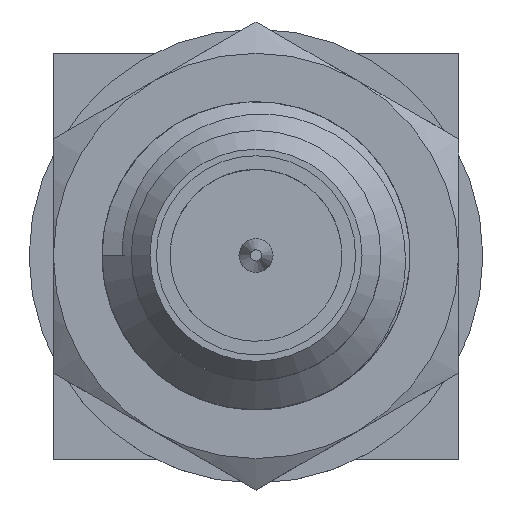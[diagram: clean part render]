
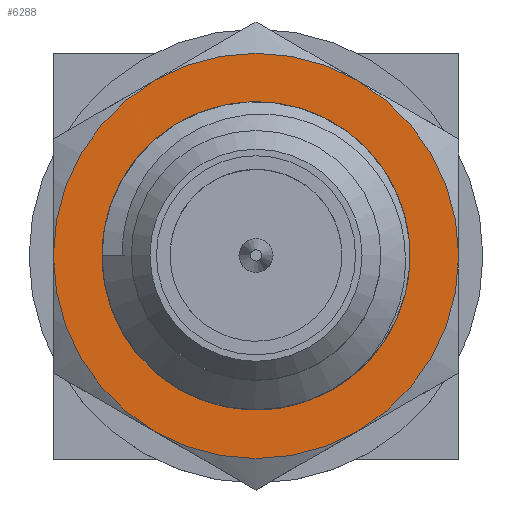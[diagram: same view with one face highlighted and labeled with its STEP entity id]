
A CAD part, top view. The second image highlights one B-rep face of the part: STEP entity #6288.
In plain terms, the highlighted planar face has unit normal (0, 0, 1).
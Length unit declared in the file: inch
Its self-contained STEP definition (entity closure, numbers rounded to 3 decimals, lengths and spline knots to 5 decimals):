
#37 = DIRECTION ( 'NONE',  ( 0., 0., -1. ) ) ;
#207 = DIRECTION ( 'NONE',  ( 0., 0., -1. ) ) ;
#426 = CARTESIAN_POINT ( 'NONE',  ( 0., 0., 0.20022 ) ) ;
#439 = DIRECTION ( 'NONE',  ( -0.866, -0.5, 0. ) ) ;
#518 = EDGE_CURVE ( 'NONE', #533, #2442, #6023, .T. ) ;
#533 = VERTEX_POINT ( 'NONE', #6269 ) ;
#606 = AXIS2_PLACEMENT_3D ( 'NONE', #4542, #6781, #1181 ) ;
#681 = EDGE_CURVE ( 'NONE', #5407, #4448, #5307, .T. ) ;
#735 = FACE_OUTER_BOUND ( 'NONE', #5692, .T. ) ;
#1080 = EDGE_LOOP ( 'NONE', ( #3062, #2474, #5437 ) ) ;
#1108 = CARTESIAN_POINT ( 'NONE',  ( 0., 0., 0.20022 ) ) ;
#1181 = DIRECTION ( 'NONE',  ( -0.866, -0.5, 0. ) ) ;
#1211 = CARTESIAN_POINT ( 'NONE',  ( -0.06261, 0.07144, 0.20022 ) ) ;
#1274 = ORIENTED_EDGE ( 'NONE', *, *, #4231, .F. ) ;
#1330 = EDGE_CURVE ( 'NONE', #2442, #5356, #1613, .T. ) ;
#1568 = DIRECTION ( 'NONE',  ( -0.866, -0.5, 0. ) ) ;
#1613 = CIRCLE ( 'NONE', #3139, 0.125 ) ;
#1702 = CIRCLE ( 'NONE', #5235, 0.125 ) ;
#1735 = DIRECTION ( 'NONE',  ( 0., 0., -1. ) ) ;
#1736 = CARTESIAN_POINT ( 'NONE',  ( 0.125, -0.07217, 0.20022 ) ) ;
#1831 = CARTESIAN_POINT ( 'NONE',  ( -0.06287, 0.07122, 0.20022 ) ) ;
#1838 = DIRECTION ( 'NONE',  ( -0.866, -0.5, 0. ) ) ;
#1972 = EDGE_CURVE ( 'NONE', #4448, #6055, #5155, .T. ) ;
#2012 = AXIS2_PLACEMENT_3D ( 'NONE', #2092, #6116, #1568 ) ;
#2076 = VERTEX_POINT ( 'NONE', #2731 ) ;
#2092 = CARTESIAN_POINT ( 'NONE',  ( 0., 0., 0.20022 ) ) ;
#2311 = VERTEX_POINT ( 'NONE', #4717 ) ;
#2390 = CARTESIAN_POINT ( 'NONE',  ( 0., 0., 0.20022 ) ) ;
#2442 = VERTEX_POINT ( 'NONE', #6958 ) ;
#2474 = ORIENTED_EDGE ( 'NONE', *, *, #681, .T. ) ;
#2548 = VERTEX_POINT ( 'NONE', #3641 ) ;
#2631 = DIRECTION ( 'NONE',  ( -0.866, -0.5, 0. ) ) ;
#2715 = CARTESIAN_POINT ( 'NONE',  ( 0., 0., 0.20022 ) ) ;
#2731 = CARTESIAN_POINT ( 'NONE',  ( -0.0625, 0.10825, 0.20022 ) ) ;
#2929 = CARTESIAN_POINT ( 'NONE',  ( -0.06235, 0.07167, 0.20022 ) ) ;
#2932 = CARTESIAN_POINT ( 'NONE',  ( 0.0625, -0.10825, 0.20022 ) ) ;
#2938 = PLANE ( 'NONE',  #3326 ) ;
#3062 = ORIENTED_EDGE ( 'NONE', *, *, #3778, .T. ) ;
#3139 = AXIS2_PLACEMENT_3D ( 'NONE', #2715, #37, #439 ) ;
#3258 = DIRECTION ( 'NONE',  ( 0., 0., -1. ) ) ;
#3326 = AXIS2_PLACEMENT_3D ( 'NONE', #1736, #3994, #5131 ) ;
#3409 = EDGE_CURVE ( 'NONE', #2311, #2548, #1702, .T. ) ;
#3641 = CARTESIAN_POINT ( 'NONE',  ( -0.125, 0., 0.20022 ) ) ;
#3778 = EDGE_CURVE ( 'NONE', #6055, #5407, #6987, .T. ) ;
#3908 = CIRCLE ( 'NONE', #2012, 0.125 ) ;
#3938 = EDGE_CURVE ( 'NONE', #2076, #533, #4257, .T. ) ;
#3994 = DIRECTION ( 'NONE',  ( 0., 0., -1. ) ) ;
#4041 = CIRCLE ( 'NONE', #4389, 0.125 ) ;
#4117 = DIRECTION ( 'NONE',  ( 0., 0., -1. ) ) ;
#4136 = FACE_BOUND ( 'NONE', #1080, .T. ) ;
#4231 = EDGE_CURVE ( 'NONE', #2548, #2076, #3908, .T. ) ;
#4257 = CIRCLE ( 'NONE', #6146, 0.125 ) ;
#4389 = AXIS2_PLACEMENT_3D ( 'NONE', #426, #3258, #2631 ) ;
#4448 = VERTEX_POINT ( 'NONE', #5705 ) ;
#4451 = ORIENTED_EDGE ( 'NONE', *, *, #3409, .F. ) ;
#4542 = CARTESIAN_POINT ( 'NONE',  ( 0., 0., 0.20022 ) ) ;
#4628 = ORIENTED_EDGE ( 'NONE', *, *, #518, .F. ) ;
#4717 = CARTESIAN_POINT ( 'NONE',  ( -0.0625, -0.10825, 0.20022 ) ) ;
#4746 = CARTESIAN_POINT ( 'NONE',  ( -0.06235, 0.07167, 0.20022 ) ) ;
#5131 = DIRECTION ( 'NONE',  ( 0., -1., 0. ) ) ;
#5155 = CIRCLE ( 'NONE', #7026, 0.095 ) ;
#5222 = DIRECTION ( 'NONE',  ( -0.866, -0.5, 0. ) ) ;
#5235 = AXIS2_PLACEMENT_3D ( 'NONE', #1108, #1735, #6785 ) ;
#5257 = CARTESIAN_POINT ( 'NONE',  ( 0., 0., 0.20022 ) ) ;
#5307 = CIRCLE ( 'NONE', #6370, 0.095 ) ;
#5356 = VERTEX_POINT ( 'NONE', #2932 ) ;
#5407 = VERTEX_POINT ( 'NONE', #4746 ) ;
#5437 = ORIENTED_EDGE ( 'NONE', *, *, #1972, .T. ) ;
#5692 = EDGE_LOOP ( 'NONE', ( #4451, #6876, #6612, #4628, #6806, #1274 ) ) ;
#5705 = CARTESIAN_POINT ( 'NONE',  ( 0.00659, 0.09477, 0.20022 ) ) ;
#5852 = EDGE_CURVE ( 'NONE', #5356, #2311, #4041, .T. ) ;
#5860 = DIRECTION ( 'NONE',  ( 0., 0., -1. ) ) ;
#6023 = CIRCLE ( 'NONE', #606, 0.125 ) ;
#6055 = VERTEX_POINT ( 'NONE', #6897 ) ;
#6116 = DIRECTION ( 'NONE',  ( 0., 0., -1. ) ) ;
#6146 = AXIS2_PLACEMENT_3D ( 'NONE', #5257, #207, #5222 ) ;
#6262 = CARTESIAN_POINT ( 'NONE',  ( -0.06313, 0.07099, 0.20024 ) ) ;
#6269 = CARTESIAN_POINT ( 'NONE',  ( 0.0625, 0.10825, 0.20022 ) ) ;
#6288 = ADVANCED_FACE ( 'NONE', ( #4136, #735 ), #2938, .F. ) ;
#6359 = DIRECTION ( 'NONE',  ( -0.866, -0.5, 0. ) ) ;
#6370 = AXIS2_PLACEMENT_3D ( 'NONE', #2390, #5860, #1838 ) ;
#6396 = CARTESIAN_POINT ( 'NONE',  ( 0., 0., 0.20022 ) ) ;
#6612 = ORIENTED_EDGE ( 'NONE', *, *, #1330, .F. ) ;
#6781 = DIRECTION ( 'NONE',  ( 0., 0., -1. ) ) ;
#6785 = DIRECTION ( 'NONE',  ( -0.866, -0.5, 0. ) ) ;
#6806 = ORIENTED_EDGE ( 'NONE', *, *, #3938, .F. ) ;
#6876 = ORIENTED_EDGE ( 'NONE', *, *, #5852, .F. ) ;
#6897 = CARTESIAN_POINT ( 'NONE',  ( -0.06313, 0.07099, 0.20024 ) ) ;
#6958 = CARTESIAN_POINT ( 'NONE',  ( 0.125, 0., 0.20022 ) ) ;
#6987 = B_SPLINE_CURVE_WITH_KNOTS ( 'NONE', 3,
 ( #6262, #1831, #1211, #2929 ),
 .UNSPECIFIED., .F., .F.,
 ( 4, 4 ),
 ( 0., 1. ),
 .UNSPECIFIED. ) ;
#7026 = AXIS2_PLACEMENT_3D ( 'NONE', #6396, #4117, #6359 ) ;
